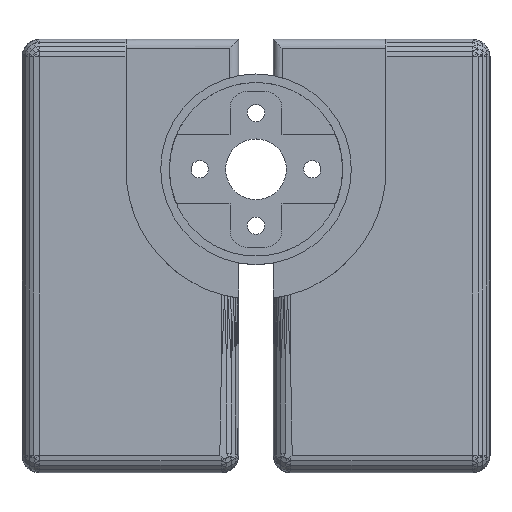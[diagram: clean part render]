
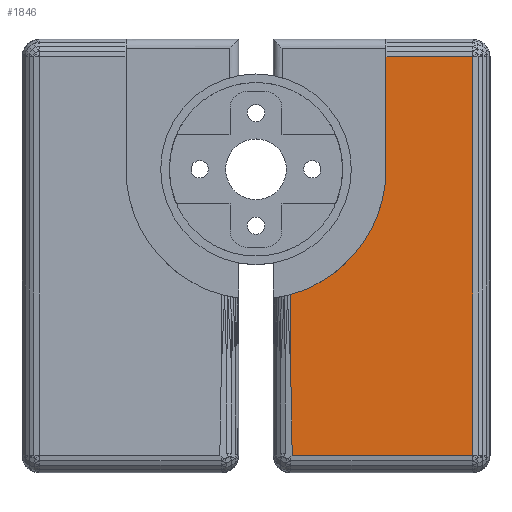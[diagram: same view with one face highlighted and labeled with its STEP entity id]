
A CAD part, top view. The second image highlights one B-rep face of the part: STEP entity #1846.
In plain terms, the highlighted planar face has unit normal (0, 0, 1).
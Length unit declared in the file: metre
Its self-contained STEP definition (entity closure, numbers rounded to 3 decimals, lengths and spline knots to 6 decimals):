
#1846=ADVANCED_FACE('0:32',(#4330),#4331,.T.);
#4330=FACE_OUTER_BOUND('',#7476,.T.);
#4331=PLANE('',#7477);
#7476=EDGE_LOOP('',(#12520,#12521,#12522,#12523,#12524,#12525,#12526,#12527,#12528,#12529,#12530,#12531,#12532,#12533,#12534,#12535,#12536));
#7477=AXIS2_PLACEMENT_3D('',#12537,#12538,#12539);
#12520=ORIENTED_EDGE('',*,*,#19894,.T.);
#12521=ORIENTED_EDGE('',*,*,#19895,.F.);
#12522=ORIENTED_EDGE('',*,*,#19896,.T.);
#12523=ORIENTED_EDGE('',*,*,#19897,.T.);
#12524=ORIENTED_EDGE('',*,*,#19891,.F.);
#12525=ORIENTED_EDGE('',*,*,#18313,.F.);
#12526=ORIENTED_EDGE('',*,*,#19898,.F.);
#12527=ORIENTED_EDGE('',*,*,#19899,.F.);
#12528=ORIENTED_EDGE('',*,*,#19900,.F.);
#12529=ORIENTED_EDGE('',*,*,#19901,.F.);
#12530=ORIENTED_EDGE('',*,*,#19902,.F.);
#12531=ORIENTED_EDGE('',*,*,#19903,.F.);
#12532=ORIENTED_EDGE('',*,*,#19904,.F.);
#12533=ORIENTED_EDGE('',*,*,#19905,.F.);
#12534=ORIENTED_EDGE('',*,*,#19906,.F.);
#12535=ORIENTED_EDGE('',*,*,#19907,.F.);
#12536=ORIENTED_EDGE('',*,*,#19908,.F.);
#12537=CARTESIAN_POINT('',(0.015,0.05503,0.0106));
#12538=DIRECTION('',(0.0,0.0,1.0));
#12539=DIRECTION('',(1.0,0.,0.0));
#18313=EDGE_CURVE('0:3338',#21715,#21717,#21718,.T.);
#19891=EDGE_CURVE('0:3335',#21717,#24099,#24100,.T.);
#19894=EDGE_CURVE('0:26131',#24103,#24104,#24105,.T.);
#19895=EDGE_CURVE('0:3374',#24106,#24104,#24107,.T.);
#19896=EDGE_CURVE('0:3377',#24106,#24108,#24109,.T.);
#19897=EDGE_CURVE('0:3380',#24108,#24099,#24110,.T.);
#19898=EDGE_CURVE('0:3341',#24111,#21715,#24112,.T.);
#19899=EDGE_CURVE('0:3344',#24113,#24111,#24114,.T.);
#19900=EDGE_CURVE('0:3347',#24115,#24113,#24116,.T.);
#19901=EDGE_CURVE('0:3350',#24117,#24115,#24118,.T.);
#19902=EDGE_CURVE('0:3353',#24119,#24117,#24120,.T.);
#19903=EDGE_CURVE('0:3356',#24121,#24119,#24122,.T.);
#19904=EDGE_CURVE('0:3359',#24123,#24121,#24124,.T.);
#19905=EDGE_CURVE('0:3362',#24125,#24123,#24126,.T.);
#19906=EDGE_CURVE('0:3365',#24127,#24125,#24128,.T.);
#19907=EDGE_CURVE('0:3368',#24129,#24127,#24130,.T.);
#19908=EDGE_CURVE('0:3371',#24103,#24129,#24131,.T.);
#21715=VERTEX_POINT('',#26461);
#21717=VERTEX_POINT('',#26464);
#21718=B_SPLINE_CURVE_WITH_KNOTS('',1,(#26465,#26466),.UNSPECIFIED.,.F.,.F.,(2,2),(0.0,1.0),.UNSPECIFIED.);
#24099=VERTEX_POINT('',#30007);
#24100=LINE('',#30008,#30009);
#24103=VERTEX_POINT('',#30013);
#24104=VERTEX_POINT('',#30014);
#24105=LINE('',#30015,#30016);
#24106=VERTEX_POINT('',#30017);
#24107=LINE('',#30018,#30019);
#24108=VERTEX_POINT('',#30020);
#24109=LINE('',#30021,#30022);
#24110=LINE('',#30023,#30024);
#24111=VERTEX_POINT('',#30025);
#24112=LINE('',#30026,#30027);
#24113=VERTEX_POINT('',#30028);
#24114=LINE('',#30029,#30030);
#24115=VERTEX_POINT('',#30031);
#24116=LINE('',#30032,#30033);
#24117=VERTEX_POINT('',#30034);
#24118=LINE('',#30035,#30036);
#24119=VERTEX_POINT('',#30037);
#24120=LINE('',#30038,#30039);
#24121=VERTEX_POINT('',#30040);
#24122=LINE('',#30041,#30042);
#24123=VERTEX_POINT('',#30043);
#24124=LINE('',#30044,#30045);
#24125=VERTEX_POINT('',#30046);
#24126=LINE('',#30047,#30048);
#24127=VERTEX_POINT('',#30049);
#24128=LINE('',#30050,#30051);
#24129=VERTEX_POINT('',#30052);
#24130=LINE('',#30053,#30054);
#24131=LINE('',#30055,#30056);
#26461=CARTESIAN_POINT('',(0.014895,0.04026,0.0106));
#26464=CARTESIAN_POINT('',(0.015,0.04203,0.0106));
#26465=CARTESIAN_POINT('',(0.014895,0.04026,0.0106));
#26466=CARTESIAN_POINT('',(0.015001,0.04203,0.0106));
#30007=CARTESIAN_POINT('',(0.015,0.05503,0.0106));
#30008=CARTESIAN_POINT('',(0.015,0.04203,0.0106));
#30009=VECTOR('',#34668,1.0);
#30013=CARTESIAN_POINT('',(0.004,0.01903,0.0106));
#30014=CARTESIAN_POINT('',(0.004174,0.00903,0.0106));
#30015=CARTESIAN_POINT('',(0.003688,0.036934,0.0106));
#30016=VECTOR('',#34670,1.0);
#30017=CARTESIAN_POINT('',(0.025,0.00903,0.0106));
#30018=CARTESIAN_POINT('',(0.0095,0.00903,0.0106));
#30019=VECTOR('',#34671,1.0);
#30020=CARTESIAN_POINT('',(0.025,0.05503,0.0106));
#30021=CARTESIAN_POINT('',(0.025,0.01903,0.0106));
#30022=VECTOR('',#34672,1.0);
#30023=CARTESIAN_POINT('',(0.025,0.05503,0.0106));
#30024=VECTOR('',#34673,1.0);
#30025=CARTESIAN_POINT('',(0.014582,0.038515,0.0106));
#30026=CARTESIAN_POINT('',(0.014582,0.038515,0.0106));
#30027=VECTOR('',#34674,1.0);
#30028=CARTESIAN_POINT('',(0.014066,0.036819,0.0106));
#30029=CARTESIAN_POINT('',(0.014066,0.036819,0.0106));
#30030=VECTOR('',#34675,1.0);
#30031=CARTESIAN_POINT('',(0.013353,0.035196,0.0106));
#30032=CARTESIAN_POINT('',(0.013353,0.035196,0.0106));
#30033=VECTOR('',#34676,1.0);
#30034=CARTESIAN_POINT('',(0.012453,0.033668,0.0106));
#30035=CARTESIAN_POINT('',(0.012453,0.033668,0.0106));
#30036=VECTOR('',#34677,1.0);
#30037=CARTESIAN_POINT('',(0.01138,0.032257,0.0106));
#30038=CARTESIAN_POINT('',(0.01138,0.032257,0.0106));
#30039=VECTOR('',#34678,1.0);
#30040=CARTESIAN_POINT('',(0.010147,0.030983,0.0106));
#30041=CARTESIAN_POINT('',(0.010147,0.030983,0.0106));
#30042=VECTOR('',#34679,1.0);
#30043=CARTESIAN_POINT('',(0.008773,0.029863,0.0106));
#30044=CARTESIAN_POINT('',(0.008773,0.029863,0.0106));
#30045=VECTOR('',#34680,1.0);
#30046=CARTESIAN_POINT('',(0.007276,0.028913,0.0106));
#30047=CARTESIAN_POINT('',(0.007276,0.028913,0.0106));
#30048=VECTOR('',#34681,1.0);
#30049=CARTESIAN_POINT('',(0.005678,0.028146,0.0106));
#30050=CARTESIAN_POINT('',(0.005678,0.028146,0.0106));
#30051=VECTOR('',#34682,1.0);
#30052=CARTESIAN_POINT('',(0.004,0.027573,0.0106));
#30053=CARTESIAN_POINT('',(0.004,0.027573,0.0106));
#30054=VECTOR('',#34683,1.0);
#30055=CARTESIAN_POINT('',(0.004,0.01903,0.0106));
#30056=VECTOR('',#34684,1.0);
#34668=DIRECTION('',(0.0,1.0,0.0));
#34670=DIRECTION('',(0.017,-1.,0.0));
#34671=DIRECTION('',(-1.0,0.0,0.0));
#34672=DIRECTION('',(0.0,1.0,0.0));
#34673=DIRECTION('',(-1.0,0.0,0.0));
#34674=DIRECTION('',(0.176,0.984,0.0));
#34675=DIRECTION('',(0.291,0.957,0.0));
#34676=DIRECTION('',(0.402,0.916,0.0));
#34677=DIRECTION('',(0.507,0.862,0.0));
#34678=DIRECTION('',(0.606,0.796,0.0));
#34679=DIRECTION('',(0.695,0.719,0.0));
#34680=DIRECTION('',(0.775,0.632,0.0));
#34681=DIRECTION('',(0.844,0.536,0.0));
#34682=DIRECTION('',(0.902,0.433,0.0));
#34683=DIRECTION('',(0.946,0.323,0.0));
#34684=DIRECTION('',(0.0,1.0,0.0));
